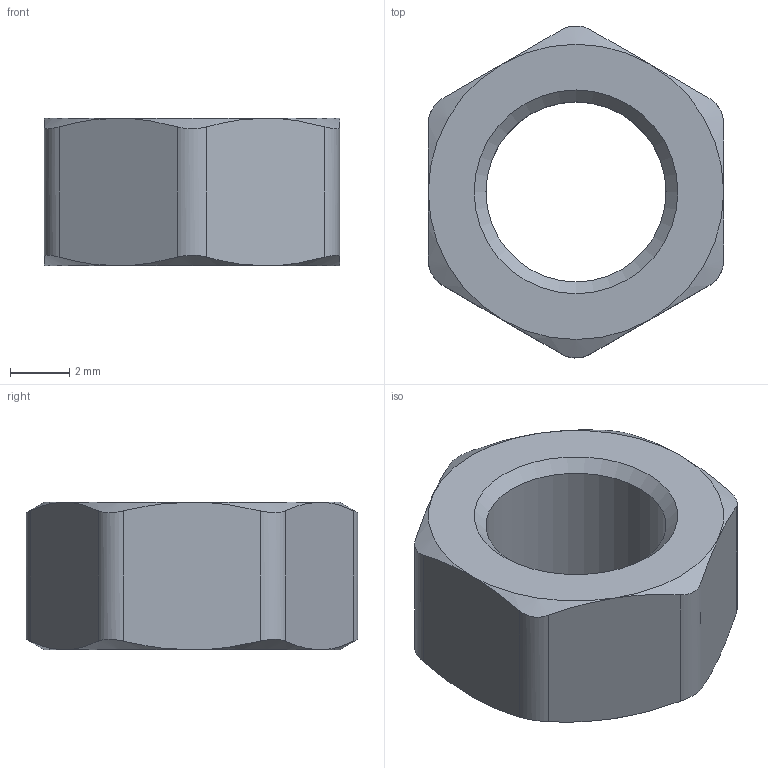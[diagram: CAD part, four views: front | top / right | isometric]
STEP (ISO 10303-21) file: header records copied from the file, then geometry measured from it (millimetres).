
FILE_DESCRIPTION(/* description */ (''),/* implementation_level */ '2;1');
FILE_NAME(/* name */ 'PitClamp Mini - Printed Hinge - Nut.step',/* time_stamp */ '2024-08-20T08:55:28-04:00',/* author */ (''),/* organization */ (''),/* preprocessor_version */ 'ST-DEVELOPER v20',/* originating_system */ 'Autodesk Translation Framework v13.14.0.145',/* authorisation */ '');
FILE_SCHEMA (('AUTOMOTIVE_DESIGN { 1 0 10303 214 3 1 1 }'));
Length unit declared in the file: millimetre
Products named in the file (1): PitClamp Mini Printed Hinge Pin (1)
Bounding box: 10 x 11.23 x 5 mm (x, y, z)
Volume: 280.1 mm3; surface area: 364 mm2
Topology: 1 solids, 1 shells, 29 faces, 67 edges, 40 vertices
Faces by surface type: cone 14, plane 8, cylinder 7
Full cylindrical faces by diameter (mm): 6.1 x1
Entity records: 909 total; most frequent: CARTESIAN_POINT 293, ORIENTED_EDGE 134, DIRECTION 107, EDGE_CURVE 67, AXIS2_PLACEMENT_3D 46, VERTEX_POINT 40, EDGE_LOOP 31, FACE_OUTER_BOUND 29
